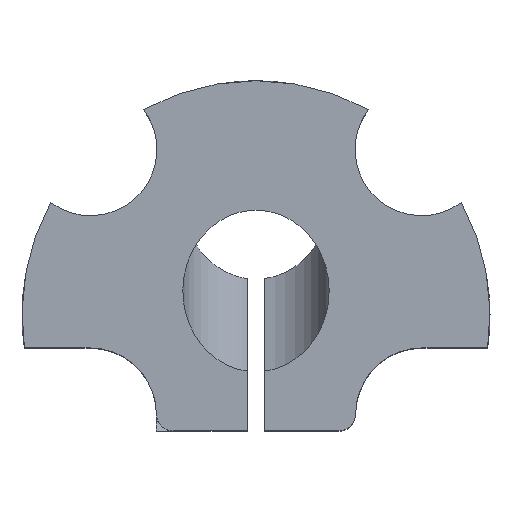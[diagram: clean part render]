
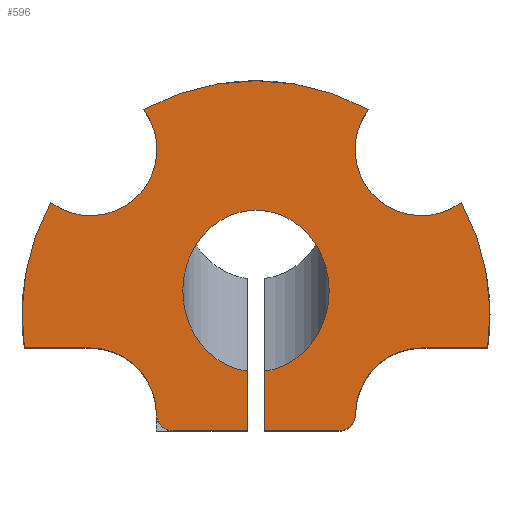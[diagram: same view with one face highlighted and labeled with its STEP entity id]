
A CAD part, top view. The second image highlights one B-rep face of the part: STEP entity #596.
In plain terms, the highlighted planar face has unit normal (0, 0, 1).
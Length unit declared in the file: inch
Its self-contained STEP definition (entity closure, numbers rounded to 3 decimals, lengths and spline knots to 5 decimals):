
#26=ELLIPSE('',#654,0.60816,0.55118);
#28=PLANE('',#645);
#60=FACE_OUTER_BOUND('',#94,.T.);
#94=EDGE_LOOP('',(#407,#408,#409,#410,#411,#412,#413,#414,#415,#416,#417,
#418,#419,#420,#421,#422));
#133=CIRCLE('',#643,1.7625);
#135=CIRCLE('',#646,0.125);
#136=CIRCLE('',#647,0.5);
#137=CIRCLE('',#648,1.7625);
#138=CIRCLE('',#649,0.5);
#139=CIRCLE('',#650,1.7625);
#140=CIRCLE('',#651,0.5);
#141=CIRCLE('',#652,0.5);
#142=CIRCLE('',#653,0.125);
#164=LINE('',#935,#209);
#165=LINE('',#941,#210);
#166=LINE('',#950,#211);
#167=LINE('',#956,#212);
#168=LINE('',#958,#213);
#169=LINE('',#961,#214);
#209=VECTOR('',#718,0.56);
#210=VECTOR('',#723,0.49468);
#211=VECTOR('',#732,0.49468);
#212=VECTOR('',#737,0.56);
#213=VECTOR('',#738,0.45012);
#214=VECTOR('',#741,0.45012);
#252=VERTEX_POINT('',#883);
#254=VERTEX_POINT('',#886);
#258=VERTEX_POINT('',#933);
#259=VERTEX_POINT('',#934);
#260=VERTEX_POINT('',#936);
#261=VERTEX_POINT('',#938);
#262=VERTEX_POINT('',#940);
#263=VERTEX_POINT('',#942);
#264=VERTEX_POINT('',#944);
#265=VERTEX_POINT('',#946);
#266=VERTEX_POINT('',#949);
#267=VERTEX_POINT('',#951);
#268=VERTEX_POINT('',#953);
#269=VERTEX_POINT('',#955);
#270=VERTEX_POINT('',#957);
#271=VERTEX_POINT('',#959);
#313=EDGE_CURVE('',#254,#252,#133,.T.);
#318=EDGE_CURVE('',#258,#259,#164,.T.);
#319=EDGE_CURVE('',#258,#260,#135,.T.);
#320=EDGE_CURVE('',#261,#260,#136,.T.);
#321=EDGE_CURVE('',#262,#261,#165,.T.);
#322=EDGE_CURVE('',#262,#263,#137,.T.);
#323=EDGE_CURVE('',#264,#263,#138,.T.);
#324=EDGE_CURVE('',#264,#265,#139,.T.);
#325=EDGE_CURVE('',#254,#265,#140,.T.);
#326=EDGE_CURVE('',#252,#266,#166,.T.);
#327=EDGE_CURVE('',#266,#267,#141,.T.);
#328=EDGE_CURVE('',#267,#268,#142,.T.);
#329=EDGE_CURVE('',#269,#268,#167,.T.);
#330=EDGE_CURVE('',#270,#269,#168,.T.);
#331=EDGE_CURVE('',#271,#270,#26,.T.);
#332=EDGE_CURVE('',#259,#271,#169,.T.);
#407=ORIENTED_EDGE('',*,*,#318,.F.);
#408=ORIENTED_EDGE('',*,*,#319,.T.);
#409=ORIENTED_EDGE('',*,*,#320,.F.);
#410=ORIENTED_EDGE('',*,*,#321,.F.);
#411=ORIENTED_EDGE('',*,*,#322,.T.);
#412=ORIENTED_EDGE('',*,*,#323,.F.);
#413=ORIENTED_EDGE('',*,*,#324,.T.);
#414=ORIENTED_EDGE('',*,*,#325,.F.);
#415=ORIENTED_EDGE('',*,*,#313,.T.);
#416=ORIENTED_EDGE('',*,*,#326,.T.);
#417=ORIENTED_EDGE('',*,*,#327,.T.);
#418=ORIENTED_EDGE('',*,*,#328,.T.);
#419=ORIENTED_EDGE('',*,*,#329,.F.);
#420=ORIENTED_EDGE('',*,*,#330,.F.);
#421=ORIENTED_EDGE('',*,*,#331,.F.);
#422=ORIENTED_EDGE('',*,*,#332,.F.);
#596=ADVANCED_FACE('',(#60),#28,.T.);
#643=AXIS2_PLACEMENT_3D('',#887,#711,#712);
#645=AXIS2_PLACEMENT_3D('',#932,#716,#717);
#646=AXIS2_PLACEMENT_3D('',#937,#719,#720);
#647=AXIS2_PLACEMENT_3D('',#939,#721,#722);
#648=AXIS2_PLACEMENT_3D('',#943,#724,#725);
#649=AXIS2_PLACEMENT_3D('',#945,#726,#727);
#650=AXIS2_PLACEMENT_3D('',#947,#728,#729);
#651=AXIS2_PLACEMENT_3D('',#948,#730,#731);
#652=AXIS2_PLACEMENT_3D('',#952,#733,#734);
#653=AXIS2_PLACEMENT_3D('',#954,#735,#736);
#654=AXIS2_PLACEMENT_3D('',#960,#739,#740);
#711=DIRECTION('center_axis',(0.,0.,1.));
#712=DIRECTION('ref_axis',(1.,0.,0.));
#716=DIRECTION('center_axis',(0.,0.,1.));
#717=DIRECTION('ref_axis',(1.,0.,0.));
#718=DIRECTION('',(-1.,0.,0.));
#719=DIRECTION('center_axis',(0.,0.,1.));
#720=DIRECTION('ref_axis',(1.,0.,0.));
#721=DIRECTION('center_axis',(0.,0.,1.));
#722=DIRECTION('ref_axis',(1.,0.,0.));
#723=DIRECTION('',(-1.,0.,0.));
#724=DIRECTION('center_axis',(0.,0.,1.));
#725=DIRECTION('ref_axis',(1.,0.,0.));
#726=DIRECTION('center_axis',(0.,0.,1.));
#727=DIRECTION('ref_axis',(1.,0.,0.));
#728=DIRECTION('center_axis',(0.,0.,1.));
#729=DIRECTION('ref_axis',(1.,0.,0.));
#730=DIRECTION('center_axis',(0.,0.,1.));
#731=DIRECTION('ref_axis',(1.,0.,0.));
#732=DIRECTION('',(1.,0.,0.));
#733=DIRECTION('center_axis',(0.,0.,-1.));
#734=DIRECTION('ref_axis',(-1.,0.,0.));
#735=DIRECTION('center_axis',(0.,0.,1.));
#736=DIRECTION('ref_axis',(1.,0.,0.));
#737=DIRECTION('',(-1.,0.,0.));
#738=DIRECTION('',(0.,-1.,0.));
#739=DIRECTION('center_axis',(0.,0.,1.));
#740=DIRECTION('ref_axis',(0.,1.,0.));
#741=DIRECTION('',(0.,1.,0.));
#883=CARTESIAN_POINT('',(-1.74468,-0.25,1.5));
#886=CARTESIAN_POINT('',(-1.5461,0.84615,1.5));
#887=CARTESIAN_POINT('Origin',(0.,0.,1.5));
#932=CARTESIAN_POINT('Origin',(0.,0.,1.5));
#933=CARTESIAN_POINT('',(0.625,-0.875,1.5));
#934=CARTESIAN_POINT('',(0.065,-0.875,1.5));
#935=CARTESIAN_POINT('',(0.625,-0.875,1.5));
#936=CARTESIAN_POINT('',(0.75,-0.75,1.5));
#937=CARTESIAN_POINT('Origin',(0.625,-0.75,1.5));
#938=CARTESIAN_POINT('',(1.25,-0.25,1.5));
#939=CARTESIAN_POINT('Origin',(1.25,-0.75,1.5));
#940=CARTESIAN_POINT('',(1.74468,-0.25,1.5));
#941=CARTESIAN_POINT('',(1.74468,-0.25,1.5));
#942=CARTESIAN_POINT('',(1.5461,0.84615,1.5));
#943=CARTESIAN_POINT('Origin',(0.,0.,1.5));
#944=CARTESIAN_POINT('',(0.84615,1.5461,1.5));
#945=CARTESIAN_POINT('Origin',(1.24628,1.24628,1.5));
#946=CARTESIAN_POINT('',(-0.84615,1.5461,1.5));
#947=CARTESIAN_POINT('Origin',(0.,0.,1.5));
#948=CARTESIAN_POINT('Origin',(-1.24628,1.24628,1.5));
#949=CARTESIAN_POINT('',(-1.25,-0.25,1.5));
#950=CARTESIAN_POINT('',(-1.74468,-0.25,1.5));
#951=CARTESIAN_POINT('',(-0.75,-0.75,1.5));
#952=CARTESIAN_POINT('Origin',(-1.25,-0.75,1.5));
#953=CARTESIAN_POINT('',(-0.625,-0.875,1.5));
#954=CARTESIAN_POINT('Origin',(-0.625,-0.75,1.5));
#955=CARTESIAN_POINT('',(-0.065,-0.875,1.5));
#956=CARTESIAN_POINT('',(-0.065,-0.875,1.5));
#957=CARTESIAN_POINT('',(-0.065,-0.42488,1.5));
#958=CARTESIAN_POINT('',(-0.065,-0.42488,1.5));
#959=CARTESIAN_POINT('',(0.065,-0.42488,1.5));
#960=CARTESIAN_POINT('Origin',(0.,0.17903,1.5));
#961=CARTESIAN_POINT('',(0.065,-0.875,1.5));
